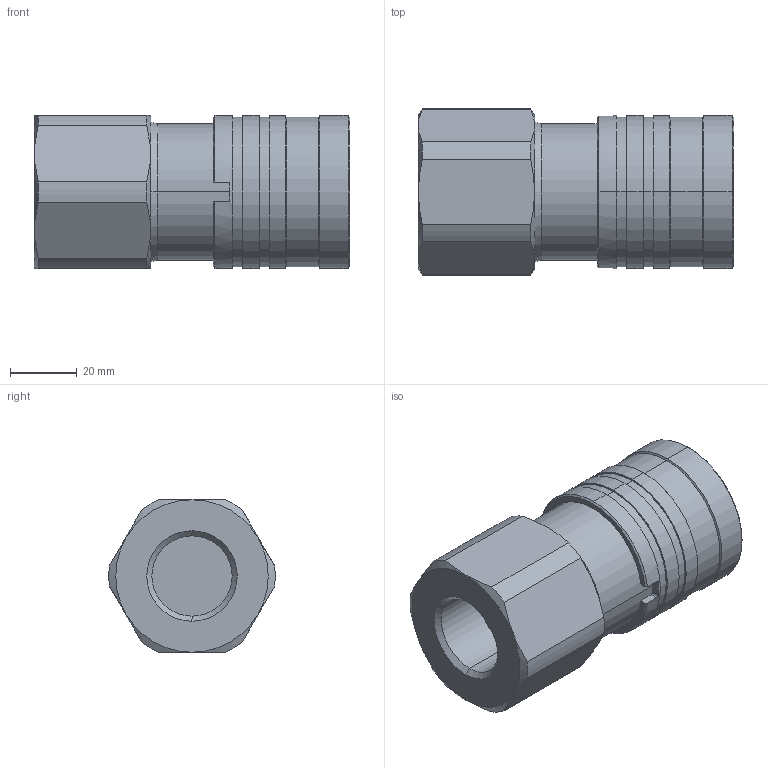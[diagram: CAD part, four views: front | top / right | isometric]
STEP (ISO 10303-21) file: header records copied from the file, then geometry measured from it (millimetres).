
FILE_DESCRIPTION (( 'STEP AP214' ), '1' );
FILE_NAME ('FEM-751-12FB.STEP', '2013-10-21T09:56:53', ( 'admin' ), ( 'Microsoft' ), 'SwSTEP 2.0', 'SolidWorks 2009', '' );
FILE_SCHEMA (( 'AUTOMOTIVE_DESIGN' ));
Length unit declared in the file: millimetre
Products named in the file (1): FEM-751-12FB
Bounding box: 94.8 x 49.96 x 46 mm (x, y, z)
Volume: 145956.9 mm3; surface area: 21893.7 mm2
Topology: 1 solids, 1 shells, 119 faces, 277 edges, 170 vertices
Faces by surface type: cylinder 49, cone 33, plane 26, torus 9, bspline 2
Entity records: 3710 total; most frequent: CARTESIAN_POINT 952, DIRECTION 604, ORIENTED_EDGE 554, EDGE_CURVE 277, AXIS2_PLACEMENT_3D 251, VERTEX_POINT 170, CIRCLE 133, EDGE_LOOP 129
